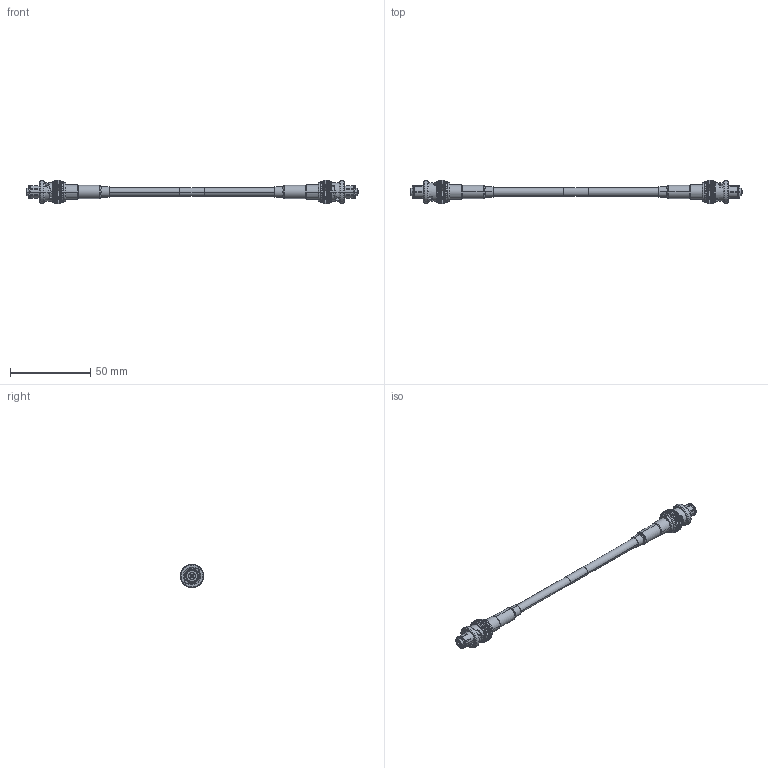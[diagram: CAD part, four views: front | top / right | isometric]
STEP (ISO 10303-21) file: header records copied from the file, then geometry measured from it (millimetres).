
FILE_DESCRIPTION (( 'STEP AP203' ), '1' );
FILE_NAME ('FMCA2780.STEP', '2022-03-09T20:08:40', ( '' ), ( '' ), 'SwSTEP 2.0', 'SolidWorks 2021', '' );
FILE_SCHEMA (( 'CONFIG_CONTROL_DESIGN' ));
Length unit declared in the file: millimetre
Products named in the file (4): RG223_with label; CA-240-MA1_.75" Long; FMCA2780; FMCN1755
Assembly tree (5 placements, depth 2):
  FMCA2780
    RG223_with label
    CA-240-MA1_.75" Long  x2
    FMCN1755  x2
Bounding box: 206.6 x 14.47 x 14.47 mm (x, y, z)
Volume: 8236.3 mm3; surface area: 11126.9 mm2
Topology: 10 solids, 10 shells, 798 faces, 2170 edges, 1412 vertices
Faces by surface type: plane 392, cylinder 284, cone 54, bspline 52, torus 16
Entity records: 15575 total; most frequent: CARTESIAN_POINT 5426, ORIENTED_EDGE 2188, DIRECTION 1854, EDGE_CURVE 1094, AXIS2_PLACEMENT_3D 732, VERTEX_POINT 712, EDGE_LOOP 426, ADVANCED_FACE 404
